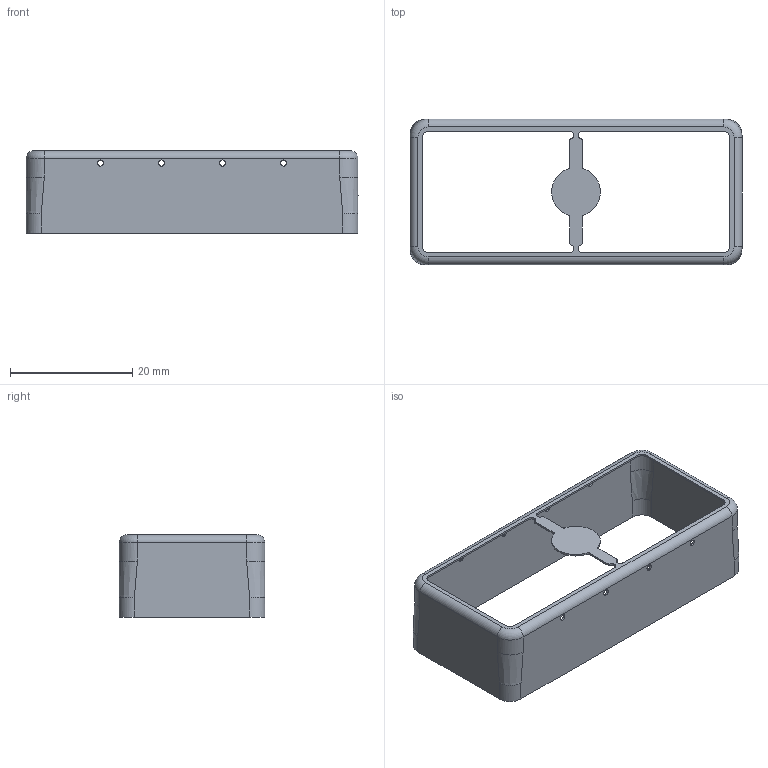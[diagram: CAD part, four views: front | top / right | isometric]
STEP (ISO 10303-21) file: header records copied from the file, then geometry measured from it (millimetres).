
FILE_DESCRIPTION(/* description */ ('Unknown'),/* implementation_level */ '2;1');
FILE_NAME(/* name */ 'H_Wurth_WE-SHC-SEAMLESS-FRAME_367054413',/* time_stamp */ '2025-07-07T17:00:46+08:00',/* author */ ('Unknown'),/* organization */ ('Unknown'),/* preprocessor_version */ 'ST-DEVELOPER v19.4',/* originating_system */ 'Solid Edge',/* authorisation */ 'Unknown');
FILE_SCHEMA (('AUTOMOTIVE_DESIGN {1 0 10303 214 3 1 1}'));
Length unit declared in the file: millimetre
Products named in the file (2): H_Wurth_WE-SHC-SEAMLESS-FRAME_367054413
Assembly tree (1 placements, depth 2):
  H_Wurth_WE-SHC-SEAMLESS-FRAME_367054413
    H_Wurth_WE-SHC-SEAMLESS-FRAME_367054413
Bounding box: 54.4 x 23.9 x 13.5 mm (x, y, z)
Volume: 681.8 mm3; surface area: 4653.5 mm2
Topology: 1 solids, 1 shells, 87 faces, 244 edges, 160 vertices
Faces by surface type: cylinder 50, plane 21, torus 8, bspline 8
Full cylindrical faces by diameter (mm): 1 x8
Entity records: 3687 total; most frequent: CARTESIAN_POINT 1421, DIRECTION 466, ORIENTED_EDGE 456, EDGE_CURVE 228, AXIS2_PLACEMENT_3D 181, VERTEX_POINT 152, EDGE_LOOP 116, FACE_BOUND 116
